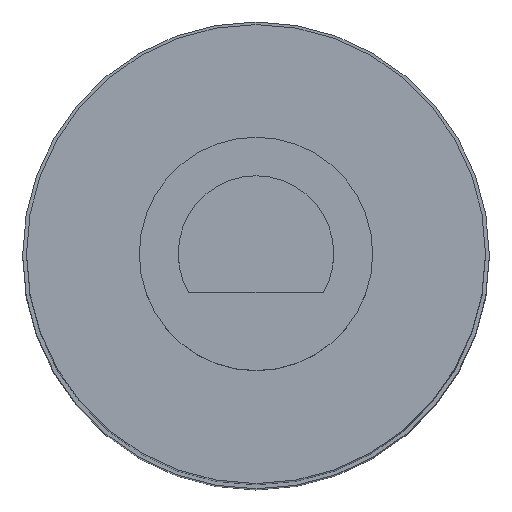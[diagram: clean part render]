
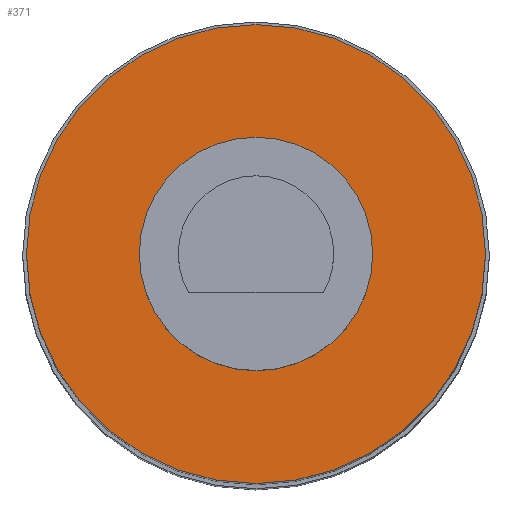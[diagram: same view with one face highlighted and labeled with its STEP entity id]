
A CAD part, top view. The second image highlights one B-rep face of the part: STEP entity #371.
In plain terms, the highlighted planar face has unit normal (0, 0, 1).
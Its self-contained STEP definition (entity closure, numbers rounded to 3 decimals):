
#129 = CYLINDRICAL_SURFACE('',#130,2.95);
#130 = AXIS2_PLACEMENT_3D('',#131,#132,#133);
#131 = CARTESIAN_POINT('',(0.,0.,-10.8));
#132 = DIRECTION('',(0.,0.,1.));
#133 = DIRECTION('',(1.,0.,0.));
#210 = EDGE_CURVE('',#211,#211,#213,.T.);
#211 = VERTEX_POINT('',#212);
#212 = CARTESIAN_POINT('',(2.95,0.,-1.1));
#213 = SURFACE_CURVE('',#214,(#219,#226),.PCURVE_S1.);
#214 = CIRCLE('',#215,2.95);
#215 = AXIS2_PLACEMENT_3D('',#216,#217,#218);
#216 = CARTESIAN_POINT('',(0.,0.,-1.1));
#217 = DIRECTION('',(0.,0.,1.));
#218 = DIRECTION('',(1.,0.,0.));
#219 = PCURVE('',#129,#220);
#220 = DEFINITIONAL_REPRESENTATION('',(#221),#225);
#221 = LINE('',#222,#223);
#222 = CARTESIAN_POINT('',(0.,9.7));
#223 = VECTOR('',#224,1.);
#224 = DIRECTION('',(1.,0.));
#225 = ( GEOMETRIC_REPRESENTATION_CONTEXT(2) 
PARAMETRIC_REPRESENTATION_CONTEXT() REPRESENTATION_CONTEXT('2D SPACE',''
  ) );
#226 = PCURVE('',#227,#232);
#227 = PLANE('',#228);
#228 = AXIS2_PLACEMENT_3D('',#229,#230,#231);
#229 = CARTESIAN_POINT('',(0.,0.,-1.1));
#230 = DIRECTION('',(0.,0.,1.));
#231 = DIRECTION('',(1.,0.,0.));
#232 = DEFINITIONAL_REPRESENTATION('',(#233),#237);
#233 = CIRCLE('',#234,2.95);
#234 = AXIS2_PLACEMENT_2D('',#235,#236);
#235 = CARTESIAN_POINT('',(0.,0.));
#236 = DIRECTION('',(1.,0.));
#237 = ( GEOMETRIC_REPRESENTATION_CONTEXT(2) 
PARAMETRIC_REPRESENTATION_CONTEXT() REPRESENTATION_CONTEXT('2D SPACE',''
  ) );
#371 = ADVANCED_FACE('',(#372,#375),#227,.T.);
#372 = FACE_BOUND('',#373,.T.);
#373 = EDGE_LOOP('',(#374));
#374 = ORIENTED_EDGE('',*,*,#210,.T.);
#375 = FACE_BOUND('',#376,.T.);
#376 = EDGE_LOOP('',(#377));
#377 = ORIENTED_EDGE('',*,*,#378,.F.);
#378 = EDGE_CURVE('',#379,#379,#381,.T.);
#379 = VERTEX_POINT('',#380);
#380 = CARTESIAN_POINT('',(1.5,0.,-1.1));
#381 = SURFACE_CURVE('',#382,(#387,#394),.PCURVE_S1.);
#382 = CIRCLE('',#383,1.5);
#383 = AXIS2_PLACEMENT_3D('',#384,#385,#386);
#384 = CARTESIAN_POINT('',(0.,0.,-1.1));
#385 = DIRECTION('',(0.,0.,1.));
#386 = DIRECTION('',(1.,0.,0.));
#387 = PCURVE('',#227,#388);
#388 = DEFINITIONAL_REPRESENTATION('',(#389),#393);
#389 = CIRCLE('',#390,1.5);
#390 = AXIS2_PLACEMENT_2D('',#391,#392);
#391 = CARTESIAN_POINT('',(0.,0.));
#392 = DIRECTION('',(1.,0.));
#393 = ( GEOMETRIC_REPRESENTATION_CONTEXT(2) 
PARAMETRIC_REPRESENTATION_CONTEXT() REPRESENTATION_CONTEXT('2D SPACE',''
  ) );
#394 = PCURVE('',#395,#400);
#395 = CYLINDRICAL_SURFACE('',#396,1.5);
#396 = AXIS2_PLACEMENT_3D('',#397,#398,#399);
#397 = CARTESIAN_POINT('',(0.,0.,-1.1));
#398 = DIRECTION('',(0.,0.,1.));
#399 = DIRECTION('',(1.,0.,0.));
#400 = DEFINITIONAL_REPRESENTATION('',(#401),#405);
#401 = LINE('',#402,#403);
#402 = CARTESIAN_POINT('',(0.,0.));
#403 = VECTOR('',#404,1.);
#404 = DIRECTION('',(1.,0.));
#405 = ( GEOMETRIC_REPRESENTATION_CONTEXT(2) 
PARAMETRIC_REPRESENTATION_CONTEXT() REPRESENTATION_CONTEXT('2D SPACE',''
  ) );
